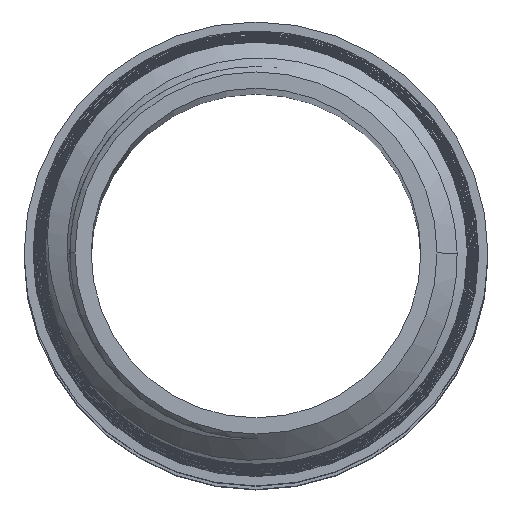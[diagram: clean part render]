
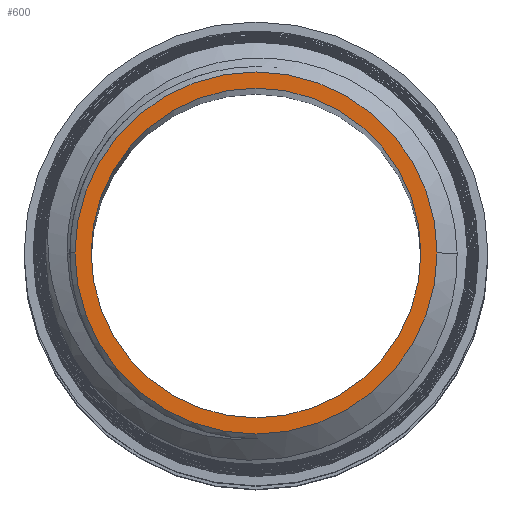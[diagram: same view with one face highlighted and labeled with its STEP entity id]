
A CAD part, top view. The second image highlights one B-rep face of the part: STEP entity #600.
In plain terms, the highlighted planar face has unit normal (0, 0, 1).
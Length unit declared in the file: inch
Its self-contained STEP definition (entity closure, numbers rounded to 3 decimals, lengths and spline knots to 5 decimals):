
#95 = CARTESIAN_POINT ( 'NONE',  ( -0.34154, 0., 0. ) ) ;
#337 = AXIS2_PLACEMENT_3D ( 'NONE', #2247, #11323, #12629 ) ;
#351 = DIRECTION ( 'NONE',  ( 1., 0., 0. ) ) ;
#600 = ADVANCED_FACE ( 'NONE', ( #4987, #12450 ), #4365, .T. ) ;
#979 = CIRCLE ( 'NONE', #14491, 0.34154 ) ;
#1250 = DIRECTION ( 'NONE',  ( 0., 0., 1. ) ) ;
#1635 = DIRECTION ( 'NONE',  ( 0., 0., 1. ) ) ;
#2247 = CARTESIAN_POINT ( 'NONE',  ( 0., 0., 0. ) ) ;
#2541 = DIRECTION ( 'NONE',  ( 1., 0., 0. ) ) ;
#2647 = EDGE_CURVE ( 'NONE', #3296, #7967, #2781, .T. ) ;
#2781 = CIRCLE ( 'NONE', #7410, 0.34154 ) ;
#2957 = CARTESIAN_POINT ( 'NONE',  ( -0.311, 0., 0. ) ) ;
#3139 = DIRECTION ( 'NONE',  ( 1., 0., 0. ) ) ;
#3279 = CARTESIAN_POINT ( 'NONE',  ( 0.34154, 0., 0. ) ) ;
#3284 = DIRECTION ( 'NONE',  ( 0., 0., 1. ) ) ;
#3296 = VERTEX_POINT ( 'NONE', #95 ) ;
#3624 = AXIS2_PLACEMENT_3D ( 'NONE', #12019, #1635, #351 ) ;
#4365 = PLANE ( 'NONE',  #13155 ) ;
#4987 = FACE_BOUND ( 'NONE', #7599, .T. ) ;
#5713 = ORIENTED_EDGE ( 'NONE', *, *, #2647, .T. ) ;
#5796 = DIRECTION ( 'NONE',  ( 0., 0., 1. ) ) ;
#6596 = ORIENTED_EDGE ( 'NONE', *, *, #14908, .F. ) ;
#7410 = AXIS2_PLACEMENT_3D ( 'NONE', #14079, #1250, #2541 ) ;
#7599 = EDGE_LOOP ( 'NONE', ( #6596, #14307 ) ) ;
#7967 = VERTEX_POINT ( 'NONE', #3279 ) ;
#8175 = DIRECTION ( 'NONE',  ( 1., 0., 0. ) ) ;
#8705 = CARTESIAN_POINT ( 'NONE',  ( 0.311, 0., 0. ) ) ;
#8744 = CIRCLE ( 'NONE', #3624, 0.311 ) ;
#9082 = CARTESIAN_POINT ( 'NONE',  ( 0., 0., 0. ) ) ;
#9361 = EDGE_CURVE ( 'NONE', #7967, #3296, #979, .T. ) ;
#10433 = EDGE_CURVE ( 'NONE', #12786, #12963, #11712, .T. ) ;
#11323 = DIRECTION ( 'NONE',  ( 0., 0., 1. ) ) ;
#11712 = CIRCLE ( 'NONE', #337, 0.311 ) ;
#12019 = CARTESIAN_POINT ( 'NONE',  ( 0., 0., 0. ) ) ;
#12240 = ORIENTED_EDGE ( 'NONE', *, *, #9361, .T. ) ;
#12450 = FACE_OUTER_BOUND ( 'NONE', #13673, .T. ) ;
#12629 = DIRECTION ( 'NONE',  ( 1., 0., 0. ) ) ;
#12786 = VERTEX_POINT ( 'NONE', #2957 ) ;
#12963 = VERTEX_POINT ( 'NONE', #8705 ) ;
#13155 = AXIS2_PLACEMENT_3D ( 'NONE', #9082, #3284, #3139 ) ;
#13673 = EDGE_LOOP ( 'NONE', ( #12240, #5713 ) ) ;
#14011 = CARTESIAN_POINT ( 'NONE',  ( 0., 0., 0. ) ) ;
#14079 = CARTESIAN_POINT ( 'NONE',  ( 0., 0., 0. ) ) ;
#14307 = ORIENTED_EDGE ( 'NONE', *, *, #10433, .F. ) ;
#14491 = AXIS2_PLACEMENT_3D ( 'NONE', #14011, #5796, #8175 ) ;
#14908 = EDGE_CURVE ( 'NONE', #12963, #12786, #8744, .T. ) ;
